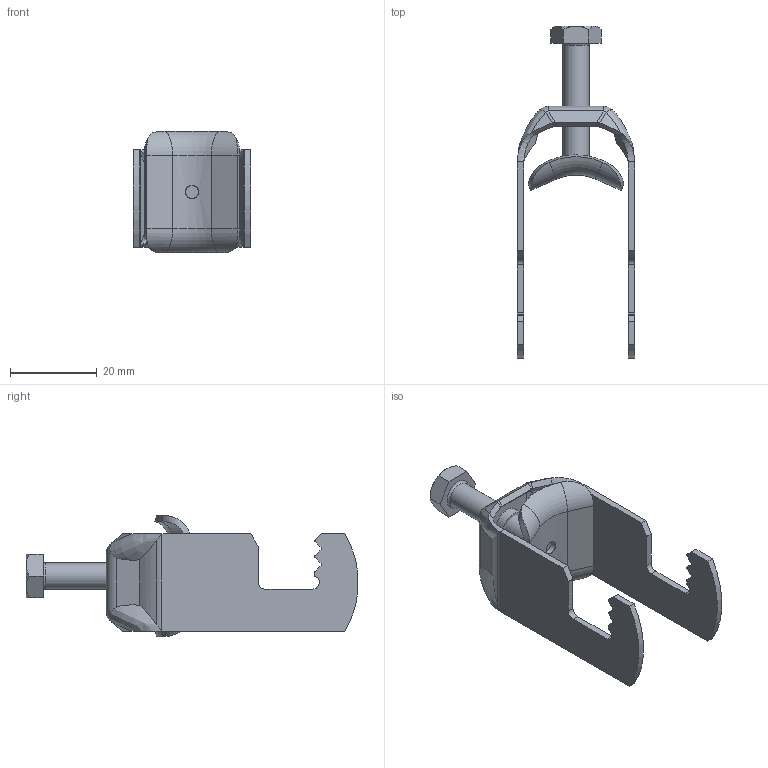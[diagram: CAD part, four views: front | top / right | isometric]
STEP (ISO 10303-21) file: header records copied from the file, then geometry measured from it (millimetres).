
FILE_DESCRIPTION (( 'STEP AP214' ), '1' );
FILE_NAME ('1187414.stp', '2023-11-10T13:21:11', ( '' ), ( '' ), 'SwSTEP 2.0', 'SolidWorks 2022', '' );
FILE_SCHEMA (( 'AUTOMOTIVE_DESIGN' ));
Length unit declared in the file: millimetre
Products named in the file (4): 203431_Standard; 142951_M6 x 26; 1187414; 157134_1Fach
Assembly tree (3 placements, depth 2):
  1187414
    157134_1Fach
    142951_M6 x 26
    203431_Standard
Bounding box: 27 x 76.44 x 28 mm (x, y, z)
Volume: 6055.3 mm3; surface area: 8194.5 mm2
Topology: 3 solids, 3 shells, 197 faces, 482 edges, 288 vertices
Faces by surface type: plane 75, cylinder 52, bspline 51, sphere 8, cone 6, torus 5
Full cylindrical faces by diameter (mm): 2.9 x1, 3.1 x1, 4.2 x1, 6 x1, 7.2 x1, 8.2 x1
Entity records: 16661 total; most frequent: CARTESIAN_POINT 12478, ORIENTED_EDGE 920, DIRECTION 672, EDGE_CURVE 460, VERTEX_POINT 284, AXIS2_PLACEMENT_3D 245, EDGE_LOOP 216, FACE_OUTER_BOUND 205
